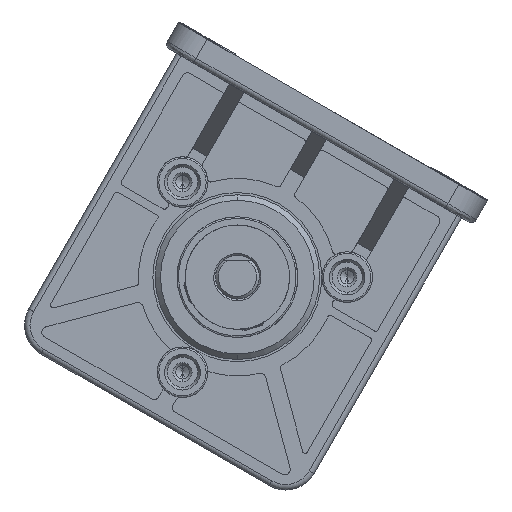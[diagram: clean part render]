
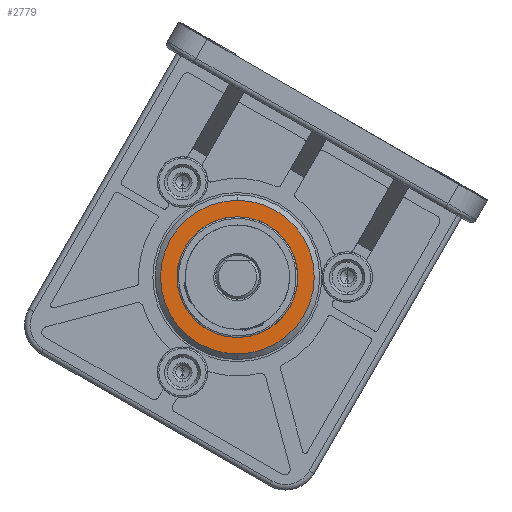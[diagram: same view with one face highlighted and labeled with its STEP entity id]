
A CAD part, left-side view. The second image highlights one B-rep face of the part: STEP entity #2779.
In plain terms, the highlighted planar face has unit normal (-1, 0, 0).
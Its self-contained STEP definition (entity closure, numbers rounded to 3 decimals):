
#136 = CIRCLE ( 'NONE', #5004, 11. ) ;
#180 = FACE_BOUND ( 'NONE', #13839, .T. ) ;
#255 = CARTESIAN_POINT ( 'NONE',  ( 0., 0., 0. ) ) ;
#338 = CARTESIAN_POINT ( 'NONE',  ( 0., 0., 11. ) ) ;
#830 = DIRECTION ( 'NONE',  ( 0., 0., 1. ) ) ;
#2040 = VERTEX_POINT ( 'NONE', #2660 ) ;
#2050 = AXIS2_PLACEMENT_3D ( 'NONE', #25214, #13300, #830 ) ;
#2300 = ORIENTED_EDGE ( 'NONE', *, *, #20075, .F. ) ;
#2446 = DIRECTION ( 'NONE',  ( 0., 0., 1. ) ) ;
#2660 = CARTESIAN_POINT ( 'NONE',  ( 0., 0., -11. ) ) ;
#2676 = VERTEX_POINT ( 'NONE', #7666 ) ;
#2682 = EDGE_LOOP ( 'NONE', ( #21280, #15205 ) ) ;
#2779 = ADVANCED_FACE ( 'NONE', ( #6664, #180 ), #7925, .F. ) ;
#2893 = CARTESIAN_POINT ( 'NONE',  ( 0., 0., 0. ) ) ;
#4214 = ORIENTED_EDGE ( 'NONE', *, *, #13239, .F. ) ;
#5004 = AXIS2_PLACEMENT_3D ( 'NONE', #255, #14755, #2446 ) ;
#5089 = DIRECTION ( 'NONE',  ( 0., 0., -1. ) ) ;
#5794 = DIRECTION ( 'NONE',  ( 0., 0., -1. ) ) ;
#5828 = DIRECTION ( 'NONE',  ( 1., 0., 0. ) ) ;
#6403 = CARTESIAN_POINT ( 'NONE',  ( 0., 0., 0. ) ) ;
#6664 = FACE_OUTER_BOUND ( 'NONE', #2682, .T. ) ;
#7666 = CARTESIAN_POINT ( 'NONE',  ( 0., 0., -14. ) ) ;
#7925 = PLANE ( 'NONE',  #23783 ) ;
#9574 = CARTESIAN_POINT ( 'NONE',  ( 0., 0., 0. ) ) ;
#10175 = VERTEX_POINT ( 'NONE', #23221 ) ;
#11551 = DIRECTION ( 'NONE',  ( 0., 0., -1. ) ) ;
#12556 = CIRCLE ( 'NONE', #2050, 11. ) ;
#13239 = EDGE_CURVE ( 'NONE', #25305, #2040, #136, .T. ) ;
#13300 = DIRECTION ( 'NONE',  ( -1., 0., 0. ) ) ;
#13453 = EDGE_CURVE ( 'NONE', #10175, #2676, #18155, .T. ) ;
#13839 = EDGE_LOOP ( 'NONE', ( #4214, #2300 ) ) ;
#14755 = DIRECTION ( 'NONE',  ( -1., 0., 0. ) ) ;
#15205 = ORIENTED_EDGE ( 'NONE', *, *, #13453, .T. ) ;
#16469 = CIRCLE ( 'NONE', #24898, 14. ) ;
#17185 = DIRECTION ( 'NONE',  ( -1., 0., 0. ) ) ;
#18155 = CIRCLE ( 'NONE', #23838, 14. ) ;
#20075 = EDGE_CURVE ( 'NONE', #2040, #25305, #12556, .T. ) ;
#21280 = ORIENTED_EDGE ( 'NONE', *, *, #23668, .T. ) ;
#23221 = CARTESIAN_POINT ( 'NONE',  ( 0., 0., 14. ) ) ;
#23428 = DIRECTION ( 'NONE',  ( -1., 0., 0. ) ) ;
#23668 = EDGE_CURVE ( 'NONE', #2676, #10175, #16469, .T. ) ;
#23783 = AXIS2_PLACEMENT_3D ( 'NONE', #6403, #5828, #5794 ) ;
#23838 = AXIS2_PLACEMENT_3D ( 'NONE', #9574, #23428, #11551 ) ;
#24898 = AXIS2_PLACEMENT_3D ( 'NONE', #2893, #17185, #5089 ) ;
#25214 = CARTESIAN_POINT ( 'NONE',  ( 0., 0., 0. ) ) ;
#25305 = VERTEX_POINT ( 'NONE', #338 ) ;
